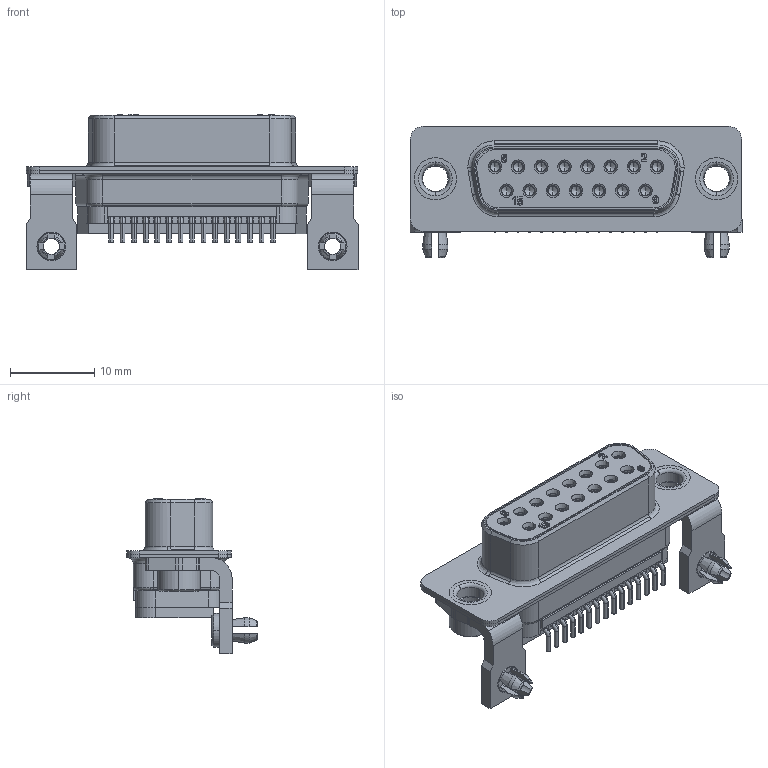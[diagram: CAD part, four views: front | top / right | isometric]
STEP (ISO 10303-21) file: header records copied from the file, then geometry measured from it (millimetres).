
FILE_DESCRIPTION((''),'2;1');
FILE_NAME('242617113.stp','2007-10-24T14:16:57',('martin.rickli'),(''),'Autodesk Inventor 9','Autodesk Inventor 9','');
FILE_SCHEMA(('AUTOMOTIVE_DESIGN { 1 0 10303 214 1 1 1 1 }'));
Length unit declared in the file: millimetre
Products named in the file (11): 060227; 00031a_15; R+B00848; R+B00847; R+B00151a; R+B00145a; R+B00318; R+B00700; R+B00102c_female; DE011848; DE011850
Assembly tree (26 placements, depth 2):
  060227
    00031a_15
    R+B00848  x8
    R+B00847  x7
    R+B00151a
    R+B00145a
    R+B00318  x2
    R+B00700  x2
    R+B00102c_female  x2
    DE011848
    DE011850
Bounding box: 39.3 x 15.5 x 18.45 mm (x, y, z)
Volume: 2963.9 mm3; surface area: 8081.6 mm2
Topology: 26 solids, 26 shells, 3523 faces, 8822 edges, 5403 vertices
Faces by surface type: plane 2520, cylinder 531, cone 224, bspline 128, torus 120
Entity records: 32911 total; most frequent: CARTESIAN_POINT 8049, ORIENTED_EDGE 5224, DIRECTION 5184, EDGE_CURVE 2612, AXIS2_PLACEMENT_3D 1921, VERTEX_POINT 1646, VECTOR 1342, LINE 1342
